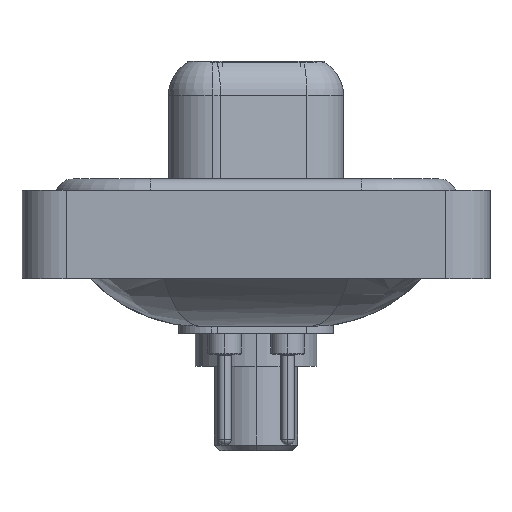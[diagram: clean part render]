
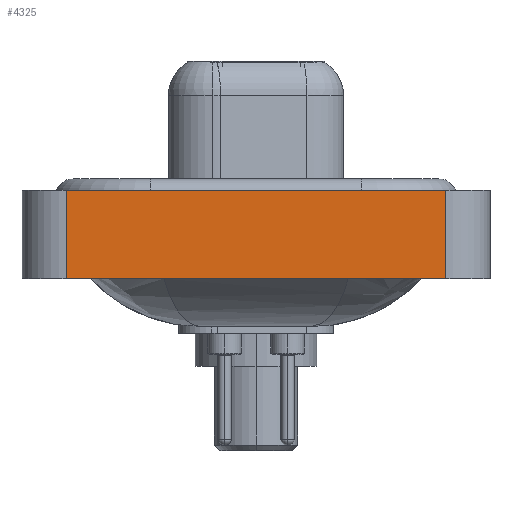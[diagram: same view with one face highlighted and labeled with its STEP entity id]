
A CAD part, left-side view. The second image highlights one B-rep face of the part: STEP entity #4325.
In plain terms, the highlighted planar face has unit normal (-1, 0, 0).
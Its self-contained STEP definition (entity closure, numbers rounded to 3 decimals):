
#128 = ORIENTED_EDGE ( 'NONE', *, *, #11849, .F. ) ;
#142 = CARTESIAN_POINT ( 'NONE',  ( -7.35, -8.55, -3.6 ) ) ;
#271 = VECTOR ( 'NONE', #16101, 1000. ) ;
#761 = VERTEX_POINT ( 'NONE', #8855 ) ;
#905 = ORIENTED_EDGE ( 'NONE', *, *, #16599, .F. ) ;
#1604 = VECTOR ( 'NONE', #16400, 1000. ) ;
#2044 = LINE ( 'NONE', #10185, #14153 ) ;
#2258 = CARTESIAN_POINT ( 'NONE',  ( -7.35, -8.55, -3.6 ) ) ;
#2419 = EDGE_LOOP ( 'NONE', ( #15007, #905, #128, #13713 ) ) ;
#4115 = PLANE ( 'NONE',  #8155 ) ;
#4325 = ADVANCED_FACE ( 'NONE', ( #12230 ), #4115, .T. ) ;
#6147 = LINE ( 'NONE', #18530, #1604 ) ;
#6220 = CARTESIAN_POINT ( 'NONE',  ( -7.35, -8.55, 0.4 ) ) ;
#8155 = AXIS2_PLACEMENT_3D ( 'NONE', #2258, #18507, #20252 ) ;
#8855 = CARTESIAN_POINT ( 'NONE',  ( -7.35, -8.55, -3.6 ) ) ;
#10185 = CARTESIAN_POINT ( 'NONE',  ( -7.35, 8.55, -3.6 ) ) ;
#11285 = VERTEX_POINT ( 'NONE', #6220 ) ;
#11849 = EDGE_CURVE ( 'NONE', #17744, #25537, #2044, .T. ) ;
#12230 = FACE_OUTER_BOUND ( 'NONE', #2419, .T. ) ;
#13050 = CARTESIAN_POINT ( 'NONE',  ( -7.35, 8.55, -3.6 ) ) ;
#13713 = ORIENTED_EDGE ( 'NONE', *, *, #22080, .T. ) ;
#14153 = VECTOR ( 'NONE', #18307, 1000. ) ;
#14306 = CARTESIAN_POINT ( 'NONE',  ( -7.35, 8.55, 0.4 ) ) ;
#15007 = ORIENTED_EDGE ( 'NONE', *, *, #18787, .T. ) ;
#16101 = DIRECTION ( 'NONE',  ( 0., -1., 0. ) ) ;
#16119 = VECTOR ( 'NONE', #22410, 1000. ) ;
#16400 = DIRECTION ( 'NONE',  ( 0., -1., 0. ) ) ;
#16599 = EDGE_CURVE ( 'NONE', #25537, #11285, #6147, .T. ) ;
#17744 = VERTEX_POINT ( 'NONE', #13050 ) ;
#18307 = DIRECTION ( 'NONE',  ( 0., 0., 1. ) ) ;
#18507 = DIRECTION ( 'NONE',  ( -1., 0., 0. ) ) ;
#18530 = CARTESIAN_POINT ( 'NONE',  ( -7.35, -8.55, 0.4 ) ) ;
#18787 = EDGE_CURVE ( 'NONE', #761, #11285, #21805, .T. ) ;
#20107 = CARTESIAN_POINT ( 'NONE',  ( -7.35, -8.55, -3.6 ) ) ;
#20252 = DIRECTION ( 'NONE',  ( 0., 0., 1. ) ) ;
#21805 = LINE ( 'NONE', #142, #16119 ) ;
#22080 = EDGE_CURVE ( 'NONE', #17744, #761, #25874, .T. ) ;
#22410 = DIRECTION ( 'NONE',  ( 0., 0., 1. ) ) ;
#25537 = VERTEX_POINT ( 'NONE', #14306 ) ;
#25874 = LINE ( 'NONE', #20107, #271 ) ;
